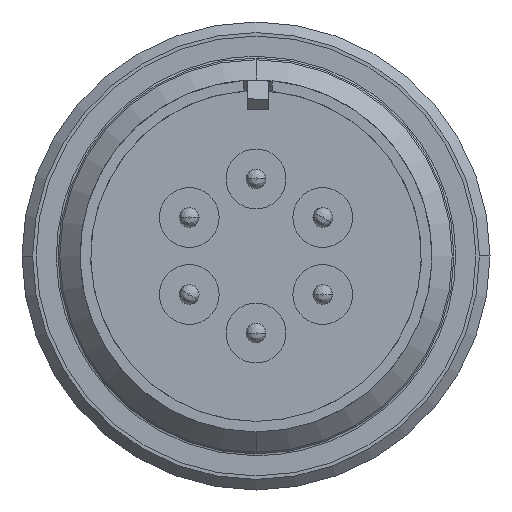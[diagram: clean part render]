
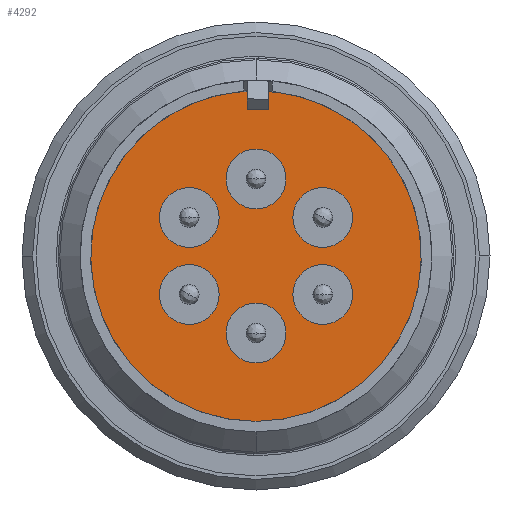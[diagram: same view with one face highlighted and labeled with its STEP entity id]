
A CAD part, front view. The second image highlights one B-rep face of the part: STEP entity #4292.
In plain terms, the highlighted planar face has unit normal (0, -1, 0).
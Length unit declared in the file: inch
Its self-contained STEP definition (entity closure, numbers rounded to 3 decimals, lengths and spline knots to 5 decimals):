
#495 = AXIS2_PLACEMENT_3D ( 'NONE', #3712, #3713, #3714 ) ;
#496 = AXIS2_PLACEMENT_3D ( 'NONE', #3715, #3716, #3717 ) ;
#497 = AXIS2_PLACEMENT_3D ( 'NONE', #3718, #3719, #3720 ) ;
#498 = AXIS2_PLACEMENT_3D ( 'NONE', #3721, #3722, #3723 ) ;
#499 = AXIS2_PLACEMENT_3D ( 'NONE', #3726, #3727, #3728 ) ;
#500 = AXIS2_PLACEMENT_3D ( 'NONE', #3730, #3731, #3732 ) ;
#502 = AXIS2_PLACEMENT_3D ( 'NONE', #3745, #3746, #3747 ) ;
#1005 = EDGE_CURVE ( 'NONE', #7765, #2025, #2143, .T. ) ;
#1144 = DIRECTION ( 'NONE',  ( 0., 0., -1. ) ) ;
#1146 = DIRECTION ( 'NONE',  ( 0., -1., 0. ) ) ;
#1147 = CARTESIAN_POINT ( 'NONE',  ( 0.18966, 0.39565, -0.1095 ) ) ;
#1432 = ORIENTED_EDGE ( 'NONE', *, *, #1005, .F. ) ;
#1433 = ORIENTED_EDGE ( 'NONE', *, *, #7822, .F. ) ;
#1434 = ORIENTED_EDGE ( 'NONE', *, *, #2223, .F. ) ;
#1435 = ORIENTED_EDGE ( 'NONE', *, *, #7816, .F. ) ;
#1436 = ORIENTED_EDGE ( 'NONE', *, *, #2227, .F. ) ;
#1437 = ORIENTED_EDGE ( 'NONE', *, *, #7815, .F. ) ;
#1438 = ORIENTED_EDGE ( 'NONE', *, *, #2231, .F. ) ;
#1439 = ORIENTED_EDGE ( 'NONE', *, *, #7814, .F. ) ;
#1440 = ORIENTED_EDGE ( 'NONE', *, *, #2235, .F. ) ;
#1441 = ORIENTED_EDGE ( 'NONE', *, *, #7813, .F. ) ;
#1442 = ORIENTED_EDGE ( 'NONE', *, *, #2239, .F. ) ;
#1443 = ORIENTED_EDGE ( 'NONE', *, *, #7812, .F. ) ;
#1444 = ORIENTED_EDGE ( 'NONE', *, *, #6013, .F. ) ;
#1445 = ORIENTED_EDGE ( 'NONE', *, *, #7811, .F. ) ;
#2015 = VERTEX_POINT ( 'NONE', #6150 ) ;
#2025 = VERTEX_POINT ( 'NONE', #6143 ) ;
#2143 = CIRCLE ( 'NONE', #8009, 0.51 ) ;
#2223 = EDGE_CURVE ( 'NONE', #7762, #2015, #4908, .T. ) ;
#2227 = EDGE_CURVE ( 'NONE', #7766, #7761, #4906, .T. ) ;
#2231 = EDGE_CURVE ( 'NONE', #7750, #7749, #4901, .T. ) ;
#2235 = EDGE_CURVE ( 'NONE', #7742, #7741, #4895, .T. ) ;
#2239 = EDGE_CURVE ( 'NONE', #7738, #7737, #4889, .T. ) ;
#2257 = EDGE_LOOP ( 'NONE', ( #1442, #1443 ) ) ;
#2258 = EDGE_LOOP ( 'NONE', ( #1440, #1441 ) ) ;
#2268 = EDGE_LOOP ( 'NONE', ( #1434, #1435 ) ) ;
#2269 = EDGE_LOOP ( 'NONE', ( #1432, #1433 ) ) ;
#2270 = EDGE_LOOP ( 'NONE', ( #1436, #1437 ) ) ;
#2271 = EDGE_LOOP ( 'NONE', ( #1444, #1445 ) ) ;
#3604 = CARTESIAN_POINT ( 'NONE',  ( 0.18966, 0.39565, -0.0245 ) ) ;
#3605 = CARTESIAN_POINT ( 'NONE',  ( 0.18966, 0.39565, -0.1945 ) ) ;
#3609 = CARTESIAN_POINT ( 'NONE',  ( 0., 0.39565, 0.304 ) ) ;
#3610 = CARTESIAN_POINT ( 'NONE',  ( 0., 0.39565, 0.134 ) ) ;
#3613 = CARTESIAN_POINT ( 'NONE',  ( -0.27466, 0.39565, -0.1095 ) ) ;
#3614 = CARTESIAN_POINT ( 'NONE',  ( -0.10466, 0.39565, -0.1095 ) ) ;
#3620 = CARTESIAN_POINT ( 'NONE',  ( -0.18966, 0.39565, 0.1945 ) ) ;
#3621 = CARTESIAN_POINT ( 'NONE',  ( -0.18966, 0.39565, 0.0245 ) ) ;
#3632 = CARTESIAN_POINT ( 'NONE',  ( 0.18966, 0.39565, 0.1945 ) ) ;
#3633 = CARTESIAN_POINT ( 'NONE',  ( 0., 0.39565, -0.304 ) ) ;
#3636 = CARTESIAN_POINT ( 'NONE',  ( 0., 0.39565, 0.51 ) ) ;
#3637 = CARTESIAN_POINT ( 'NONE',  ( 0.18966, 0.39565, 0.0245 ) ) ;
#3712 = CARTESIAN_POINT ( 'NONE',  ( 0.18966, 0.39565, -0.1095 ) ) ;
#3713 = DIRECTION ( 'NONE',  ( 0., -1., 0. ) ) ;
#3714 = DIRECTION ( 'NONE',  ( 0., 0., -1. ) ) ;
#3715 = CARTESIAN_POINT ( 'NONE',  ( 0., 0.39565, 0.219 ) ) ;
#3716 = DIRECTION ( 'NONE',  ( 0., -1., 0. ) ) ;
#3717 = DIRECTION ( 'NONE',  ( 0., 0., -1. ) ) ;
#3718 = CARTESIAN_POINT ( 'NONE',  ( -0.18966, 0.39565, -0.1095 ) ) ;
#3719 = DIRECTION ( 'NONE',  ( 0., -1., 0. ) ) ;
#3720 = DIRECTION ( 'NONE',  ( 1., 0., 0. ) ) ;
#3721 = CARTESIAN_POINT ( 'NONE',  ( -0.18966, 0.39565, 0.1095 ) ) ;
#3722 = DIRECTION ( 'NONE',  ( 0., -1., 0. ) ) ;
#3723 = DIRECTION ( 'NONE',  ( 0., 0., -1. ) ) ;
#3726 = CARTESIAN_POINT ( 'NONE',  ( 0.18966, 0.39565, 0.1095 ) ) ;
#3727 = DIRECTION ( 'NONE',  ( 0., -1., 0. ) ) ;
#3728 = DIRECTION ( 'NONE',  ( 0., 0., -1. ) ) ;
#3730 = CARTESIAN_POINT ( 'NONE',  ( 0., 0.39565, -0.219 ) ) ;
#3731 = DIRECTION ( 'NONE',  ( 0., -1., 0. ) ) ;
#3732 = DIRECTION ( 'NONE',  ( 0., 0., -1. ) ) ;
#3745 = CARTESIAN_POINT ( 'NONE',  ( 0., 0.39565, 0. ) ) ;
#3746 = DIRECTION ( 'NONE',  ( 0., 1., 0. ) ) ;
#3747 = DIRECTION ( 'NONE',  ( 0., 0., 1. ) ) ;
#4189 = FACE_BOUND ( 'NONE', #2271, .T. ) ;
#4192 = FACE_BOUND ( 'NONE', #2258, .T. ) ;
#4193 = FACE_BOUND ( 'NONE', #2270, .T. ) ;
#4195 = FACE_BOUND ( 'NONE', #2257, .T. ) ;
#4196 = FACE_OUTER_BOUND ( 'NONE', #2269, .T. ) ;
#4198 = FACE_BOUND ( 'NONE', #2268, .T. ) ;
#4203 = FACE_BOUND ( 'NONE', #7118, .T. ) ;
#4292 = ADVANCED_FACE ( 'NONE', ( #4196, #4198, #4193, #4203, #4192, #4195, #4189 ), #8185, .F. ) ;
#4889 = CIRCLE ( 'NONE', #5733, 0.085 ) ;
#4895 = CIRCLE ( 'NONE', #5731, 0.085 ) ;
#4901 = CIRCLE ( 'NONE', #5729, 0.085 ) ;
#4906 = CIRCLE ( 'NONE', #5727, 0.085 ) ;
#4908 = CIRCLE ( 'NONE', #5725, 0.085 ) ;
#5421 = CIRCLE ( 'NONE', #5991, 0.085 ) ;
#5510 = CIRCLE ( 'NONE', #495, 0.085 ) ;
#5511 = CIRCLE ( 'NONE', #496, 0.085 ) ;
#5512 = CIRCLE ( 'NONE', #497, 0.085 ) ;
#5513 = CIRCLE ( 'NONE', #498, 0.085 ) ;
#5514 = CIRCLE ( 'NONE', #499, 0.085 ) ;
#5515 = CIRCLE ( 'NONE', #500, 0.085 ) ;
#5525 = CIRCLE ( 'NONE', #502, 0.51 ) ;
#5725 = AXIS2_PLACEMENT_3D ( 'NONE', #6130, #6129, #6127 ) ;
#5727 = AXIS2_PLACEMENT_3D ( 'NONE', #6117, #6116, #6115 ) ;
#5729 = AXIS2_PLACEMENT_3D ( 'NONE', #6104, #6102, #6100 ) ;
#5731 = AXIS2_PLACEMENT_3D ( 'NONE', #6092, #6091, #6089 ) ;
#5733 = AXIS2_PLACEMENT_3D ( 'NONE', #6077, #6367, #6366 ) ;
#5832 = AXIS2_PLACEMENT_3D ( 'NONE', #8183, #8192, #8182 ) ;
#5991 = AXIS2_PLACEMENT_3D ( 'NONE', #1147, #1146, #1144 ) ;
#6013 = EDGE_CURVE ( 'NONE', #7733, #7732, #5421, .T. ) ;
#6077 = CARTESIAN_POINT ( 'NONE',  ( 0., 0.39565, 0.219 ) ) ;
#6089 = DIRECTION ( 'NONE',  ( 1., 0., 0. ) ) ;
#6091 = DIRECTION ( 'NONE',  ( 0., -1., 0. ) ) ;
#6092 = CARTESIAN_POINT ( 'NONE',  ( -0.18966, 0.39565, -0.1095 ) ) ;
#6100 = DIRECTION ( 'NONE',  ( 0., 0., -1. ) ) ;
#6102 = DIRECTION ( 'NONE',  ( 0., -1., 0. ) ) ;
#6104 = CARTESIAN_POINT ( 'NONE',  ( -0.18966, 0.39565, 0.1095 ) ) ;
#6115 = DIRECTION ( 'NONE',  ( 0., 0., -1. ) ) ;
#6116 = DIRECTION ( 'NONE',  ( 0., -1., 0. ) ) ;
#6117 = CARTESIAN_POINT ( 'NONE',  ( 0.18966, 0.39565, 0.1095 ) ) ;
#6127 = DIRECTION ( 'NONE',  ( 0., 0., -1. ) ) ;
#6129 = DIRECTION ( 'NONE',  ( 0., -1., 0. ) ) ;
#6130 = CARTESIAN_POINT ( 'NONE',  ( 0., 0.39565, -0.219 ) ) ;
#6143 = CARTESIAN_POINT ( 'NONE',  ( 0., 0.39565, -0.51 ) ) ;
#6150 = CARTESIAN_POINT ( 'NONE',  ( 0., 0.39565, -0.134 ) ) ;
#6366 = DIRECTION ( 'NONE',  ( 0., 0., -1. ) ) ;
#6367 = DIRECTION ( 'NONE',  ( 0., -1., 0. ) ) ;
#7118 = EDGE_LOOP ( 'NONE', ( #1438, #1439 ) ) ;
#7134 = DIRECTION ( 'NONE',  ( 0., 0., 1. ) ) ;
#7135 = DIRECTION ( 'NONE',  ( 0., 1., 0. ) ) ;
#7148 = CARTESIAN_POINT ( 'NONE',  ( 0., 0.39565, 0. ) ) ;
#7732 = VERTEX_POINT ( 'NONE', #3604 ) ;
#7733 = VERTEX_POINT ( 'NONE', #3605 ) ;
#7737 = VERTEX_POINT ( 'NONE', #3609 ) ;
#7738 = VERTEX_POINT ( 'NONE', #3610 ) ;
#7741 = VERTEX_POINT ( 'NONE', #3613 ) ;
#7742 = VERTEX_POINT ( 'NONE', #3614 ) ;
#7749 = VERTEX_POINT ( 'NONE', #3620 ) ;
#7750 = VERTEX_POINT ( 'NONE', #3621 ) ;
#7761 = VERTEX_POINT ( 'NONE', #3632 ) ;
#7762 = VERTEX_POINT ( 'NONE', #3633 ) ;
#7765 = VERTEX_POINT ( 'NONE', #3636 ) ;
#7766 = VERTEX_POINT ( 'NONE', #3637 ) ;
#7811 = EDGE_CURVE ( 'NONE', #7732, #7733, #5510, .T. ) ;
#7812 = EDGE_CURVE ( 'NONE', #7737, #7738, #5511, .T. ) ;
#7813 = EDGE_CURVE ( 'NONE', #7741, #7742, #5512, .T. ) ;
#7814 = EDGE_CURVE ( 'NONE', #7749, #7750, #5513, .T. ) ;
#7815 = EDGE_CURVE ( 'NONE', #7761, #7766, #5514, .T. ) ;
#7816 = EDGE_CURVE ( 'NONE', #2015, #7762, #5515, .T. ) ;
#7822 = EDGE_CURVE ( 'NONE', #2025, #7765, #5525, .T. ) ;
#8009 = AXIS2_PLACEMENT_3D ( 'NONE', #7148, #7135, #7134 ) ;
#8182 = DIRECTION ( 'NONE',  ( 0., 0., 1. ) ) ;
#8183 = CARTESIAN_POINT ( 'NONE',  ( 0., 0.39565, 0. ) ) ;
#8185 = PLANE ( 'NONE',  #5832 ) ;
#8192 = DIRECTION ( 'NONE',  ( 0., 1., 0. ) ) ;
